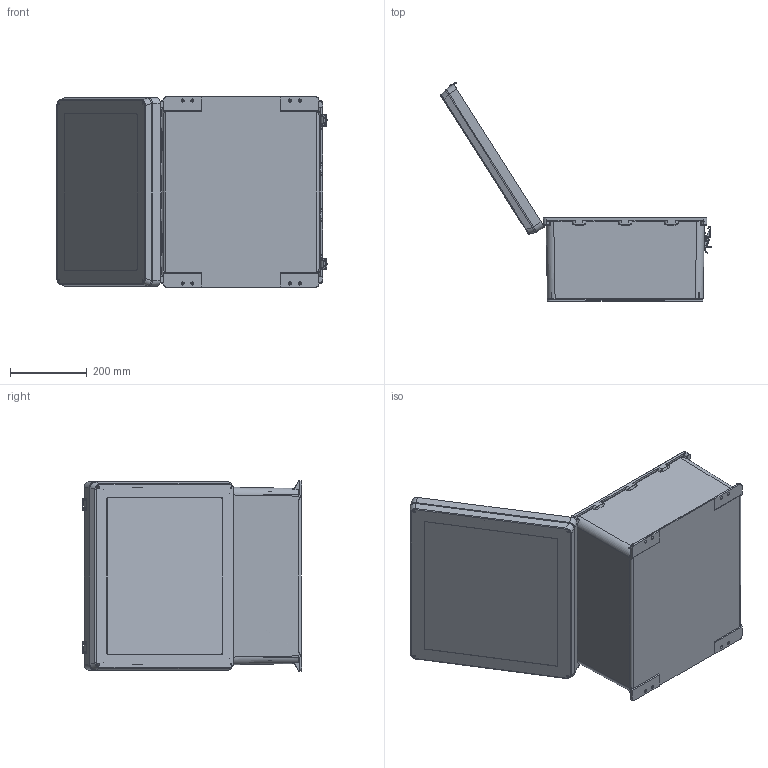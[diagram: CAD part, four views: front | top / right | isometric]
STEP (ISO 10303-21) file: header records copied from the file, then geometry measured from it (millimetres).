
FILE_DESCRIPTION (( 'STEP AP214' ), '1' );
FILE_NAME ('NBW181608-KIT.STEP', '2013-06-03T16:07:18', ( '' ), ( '' ), 'SwSTEP 2.0', 'SolidWorks 2012', '' );
FILE_SCHEMA (( 'AUTOMOTIVE_DESIGN' ));
Length unit declared in the file: inch
Products named in the file (9): NBW181608-KIT; NBW181608-Lid; HGX-NPLATE04; NB181608-DoorClasp-2; NB181608-Box; NB181608-DoorClasp-1; NBW181608_ClearDoorInsert; 10-32 NEMA PLATE SCREW; NB181608-Hinge
Assembly tree (14 placements, depth 2):
  NBW181608-KIT
    NB181608-Box
    NB181608-Hinge  x2
    NBW181608-Lid
    NB181608-DoorClasp-1  x2
    NB181608-DoorClasp-2  x2
    HGX-NPLATE04
    10-32 NEMA PLATE SCREW  x4
    NBW181608_ClearDoorInsert
Bounding box: 703.32 x 571.16 x 495 mm (x, y, z)
Volume: 3937837 mm3; surface area: 2184551.2 mm2
Topology: 20 solids, 20 shells, 1833 faces, 4792 edges, 3016 vertices
Faces by surface type: cylinder 760, plane 689, bspline 168, cone 132, torus 84
Entity records: 46327 total; most frequent: CARTESIAN_POINT 16715, ORIENTED_EDGE 6344, DIRECTION 5432, EDGE_CURVE 3172, VERTEX_POINT 1981, AXIS2_PLACEMENT_3D 1902, VECTOR 1628, LINE 1628
